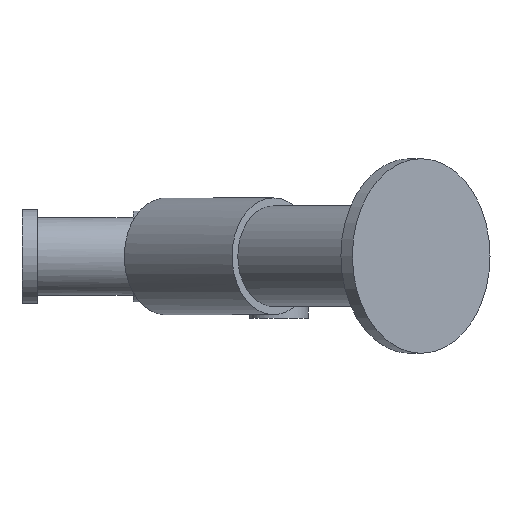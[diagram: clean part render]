
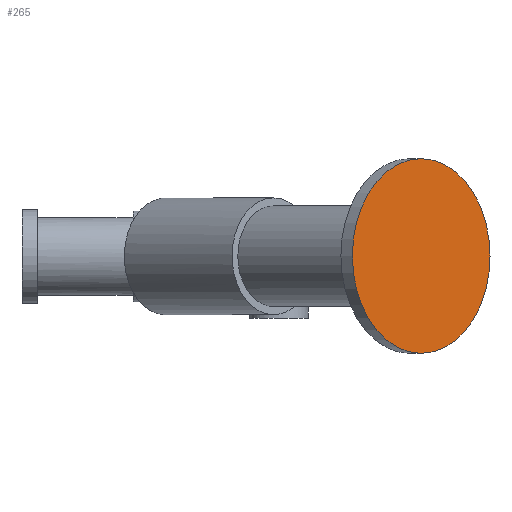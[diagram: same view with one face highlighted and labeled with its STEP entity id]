
A CAD part, top view. The second image highlights one B-rep face of the part: STEP entity #265.
In plain terms, the highlighted planar face has unit normal (0.707, 0, 0.707).
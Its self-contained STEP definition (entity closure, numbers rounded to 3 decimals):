
#32=PLANE('',#319);
#53=CIRCLE('',#317,30.);
#100=ORIENTED_EDGE('',*,*,#131,.T.);
#131=EDGE_CURVE('',#154,#154,#53,.T.);
#154=VERTEX_POINT('',#543);
#191=EDGE_LOOP('',(#100));
#230=FACE_BOUND('',#191,.T.);
#265=ADVANCED_FACE('',(#230),#32,.T.);
#317=AXIS2_PLACEMENT_3D('',#542,#397,#398);
#319=AXIS2_PLACEMENT_3D('',#546,#401,#402);
#397=DIRECTION('',(0.707,0.,0.707));
#398=DIRECTION('',(0.707,0.,-0.707));
#401=DIRECTION('',(0.707,0.,0.707));
#402=DIRECTION('',(0.707,0.,-0.707));
#542=CARTESIAN_POINT('',(60.537,0.,78.787));
#543=CARTESIAN_POINT('',(81.75,0.,57.573));
#546=CARTESIAN_POINT('',(60.537,0.,78.787));
